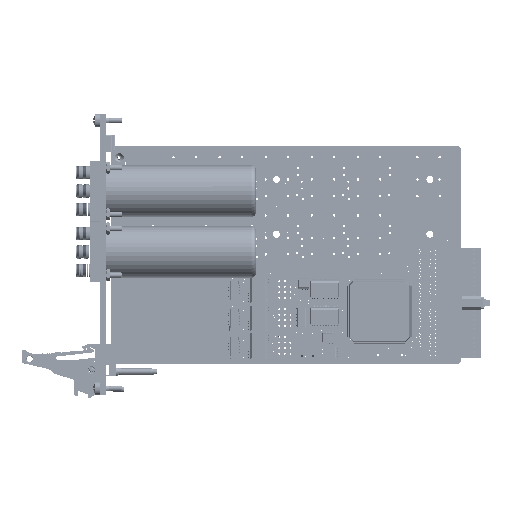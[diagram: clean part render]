
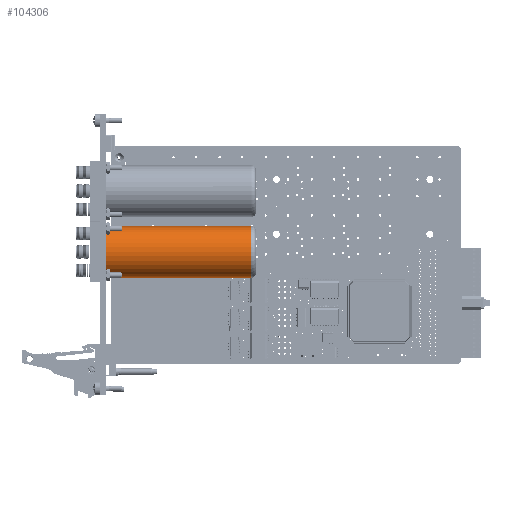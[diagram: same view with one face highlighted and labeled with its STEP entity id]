
A CAD part, top view. The second image highlights one B-rep face of the part: STEP entity #104306.
In plain terms, the highlighted cylindrical face has radius 11.8 mm (diameter 23.6 mm), a full revolution.
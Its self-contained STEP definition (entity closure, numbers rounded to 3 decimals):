
#975 = AXIS2_PLACEMENT_3D ( 'NONE', #120175, #120126, #120216 ) ;
#9054 = CARTESIAN_POINT ( 'NONE',  ( -59.109, -71.201, -124.845 ) ) ;
#9319 = VERTEX_POINT ( 'NONE', #9054 ) ;
#9586 = CARTESIAN_POINT ( 'NONE',  ( 10.091, -71.195, -148.445 ) ) ;
#9812 = VERTEX_POINT ( 'NONE', #9586 ) ;
#45921 = FACE_OUTER_BOUND ( 'NONE', #90296, .T. ) ;
#45930 = FACE_OUTER_BOUND ( 'NONE', #101562, .T. ) ;
#45965 = CYLINDRICAL_SURFACE ( 'NONE', #975, 11.8 ) ;
#66632 = EDGE_CURVE ( 'NONE', #9319, #9319, #107181, .T. ) ;
#67968 = EDGE_CURVE ( 'NONE', #9812, #9812, #187557, .T. ) ;
#90296 = EDGE_LOOP ( 'NONE', ( #208375 ) ) ;
#101562 = EDGE_LOOP ( 'NONE', ( #208381 ) ) ;
#104306 = ADVANCED_FACE ( 'NONE', ( #45921, #45930 ), #45965, .T. ) ;
#104705 = CARTESIAN_POINT ( 'NONE',  ( -59.109, -71.201, -136.645 ) ) ;
#104708 = DIRECTION ( 'NONE',  ( 1., 0., 0. ) ) ;
#104711 = DIRECTION ( 'NONE',  ( 0., 0., 1. ) ) ;
#107181 = CIRCLE ( 'NONE', #164869, 11.8 ) ;
#120126 = DIRECTION ( 'NONE',  ( -1., 0., 0. ) ) ;
#120175 = CARTESIAN_POINT ( 'NONE',  ( 12.091, -71.195, -136.645 ) ) ;
#120216 = DIRECTION ( 'NONE',  ( 0., 0., 1. ) ) ;
#164869 = AXIS2_PLACEMENT_3D ( 'NONE', #104705, #104708, #104711 ) ;
#165804 = AXIS2_PLACEMENT_3D ( 'NONE', #219377, #219379, #219381 ) ;
#187557 = CIRCLE ( 'NONE', #165804, 11.8 ) ;
#208375 = ORIENTED_EDGE ( 'NONE', *, *, #67968, .T. ) ;
#208381 = ORIENTED_EDGE ( 'NONE', *, *, #66632, .T. ) ;
#219377 = CARTESIAN_POINT ( 'NONE',  ( 10.091, -71.195, -136.645 ) ) ;
#219379 = DIRECTION ( 'NONE',  ( -1., 0., 0. ) ) ;
#219381 = DIRECTION ( 'NONE',  ( 0., 0., -1. ) ) ;
